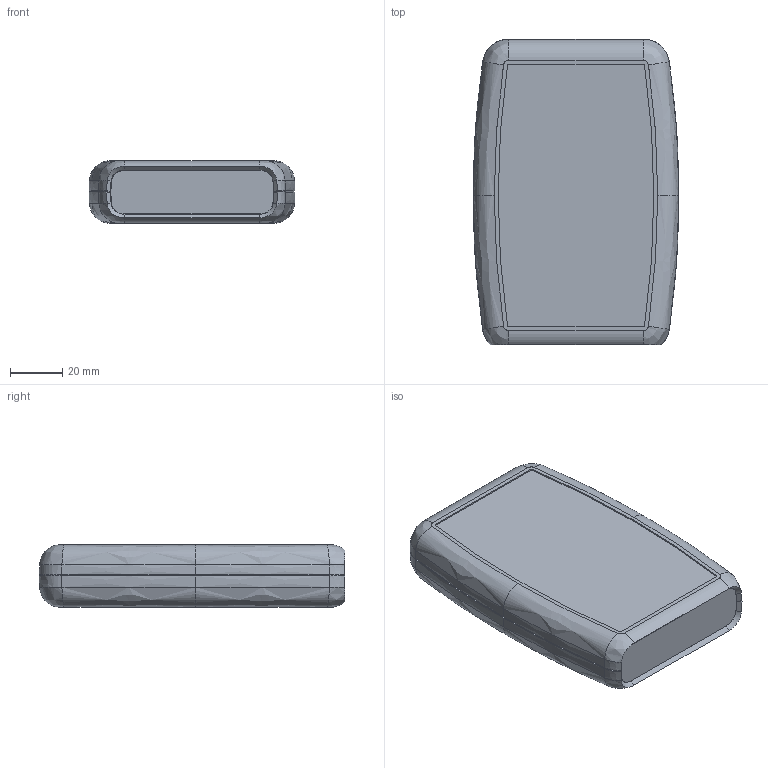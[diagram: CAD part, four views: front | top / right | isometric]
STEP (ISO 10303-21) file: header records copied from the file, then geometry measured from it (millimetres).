
FILE_DESCRIPTION(/* description */ (''),/* implementation_level */ '2;1');
FILE_NAME(/* name */ '1553B.iam.stp',/* time_stamp */ '2015-12-22T09:04:35-05:00',/* author */ ('rboehler'),/* organization */ (''),/* preprocessor_version */ 'ST-DEVELOPER v16.1',/* originating_system */ 'Autodesk Inventor 2016',/* authorisation */ '');
FILE_SCHEMA (('AUTOMOTIVE_DESIGN { 1 0 10303 214 3 1 1 }'));
Products named in the file (8): 1553B TOP; 1553B BOTTOM; 1553B Front Panel; 1553B TOP GRIP; 1553B BOTTOM GRIP; 1553B PCB; #26224; 1553B
Assembly tree (6 placements, depth 2):
  #26224
  1553B
    1553B TOP
    1553B BOTTOM
    1553B Front Panel
    1553B TOP GRIP
    1553B BOTTOM GRIP
    1553B PCB
Bounding box: 79 x 117.24 x 24 mm (x, y, z)
Volume: 74923.1 mm3; surface area: 78432.6 mm2
Topology: 10 solids, 10 shells, 617 faces, 1636 edges, 1074 vertices
Faces by surface type: plane 282, bspline 253, cylinder 40, cone 36, torus 4, sphere 2
Full cylindrical faces by diameter (mm): 2 x2, 2.5 x4, 2.845 x2, 3 x2, 3.2 x4, 5.5 x2
Entity records: 26240 total; most frequent: CARTESIAN_POINT 13622, ORIENTED_EDGE 2990, DIRECTION 1747, EDGE_CURVE 1495, VERTEX_POINT 983, LINE 695, VECTOR 695, EDGE_LOOP 660
